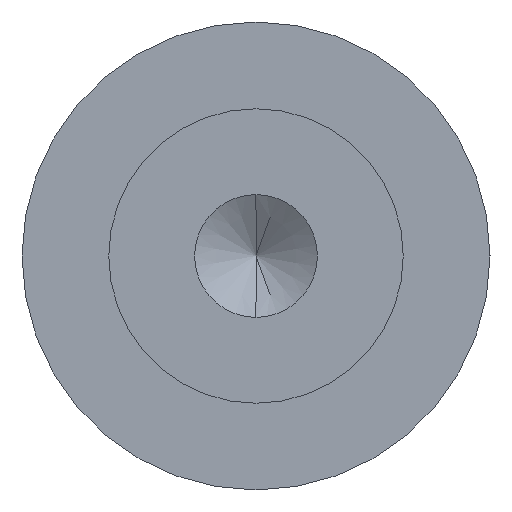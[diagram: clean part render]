
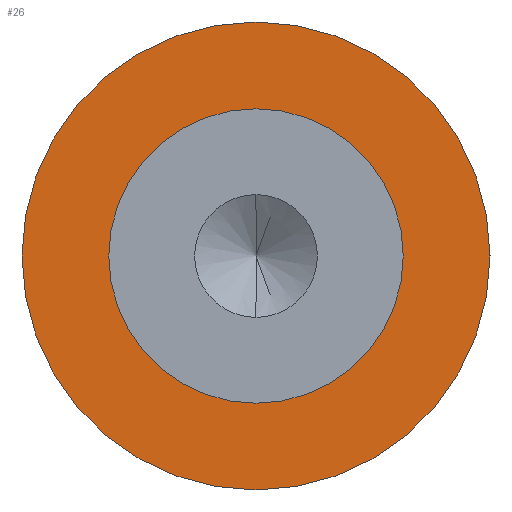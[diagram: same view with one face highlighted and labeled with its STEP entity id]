
A CAD part, left-side view. The second image highlights one B-rep face of the part: STEP entity #26.
In plain terms, the highlighted planar face has unit normal (-1, 0, 0).
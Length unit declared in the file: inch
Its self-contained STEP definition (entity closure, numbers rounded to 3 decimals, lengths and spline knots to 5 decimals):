
#13 = DIRECTION ( 'NONE',  ( 1., 0., 0. ) ) ;
#22 = CARTESIAN_POINT ( 'NONE',  ( -1.9685, 0.236, 0. ) ) ;
#26 = ADVANCED_FACE ( 'NONE', ( #620, #529 ), #379, .F. ) ;
#66 = EDGE_LOOP ( 'NONE', ( #416, #325 ) ) ;
#80 = DIRECTION ( 'NONE',  ( 1., 0., 0. ) ) ;
#105 = DIRECTION ( 'NONE',  ( 1., 0., 0. ) ) ;
#108 = DIRECTION ( 'NONE',  ( 0., 1., 0. ) ) ;
#128 = VERTEX_POINT ( 'NONE', #351 ) ;
#131 = EDGE_CURVE ( 'NONE', #363, #320, #540, .T. ) ;
#135 = AXIS2_PLACEMENT_3D ( 'NONE', #552, #105, #305 ) ;
#144 = AXIS2_PLACEMENT_3D ( 'NONE', #186, #80, #622 ) ;
#157 = CIRCLE ( 'NONE', #525, 0.236 ) ;
#186 = CARTESIAN_POINT ( 'NONE',  ( -1.9685, 0., 0. ) ) ;
#187 = AXIS2_PLACEMENT_3D ( 'NONE', #274, #13, #228 ) ;
#191 = DIRECTION ( 'NONE',  ( 1., 0., 0. ) ) ;
#227 = EDGE_LOOP ( 'NONE', ( #333, #478 ) ) ;
#228 = DIRECTION ( 'NONE',  ( 0., 1., 0. ) ) ;
#239 = CARTESIAN_POINT ( 'NONE',  ( -1.9685, 0.375, 0. ) ) ;
#253 = CARTESIAN_POINT ( 'NONE',  ( -1.9685, 0., 0. ) ) ;
#263 = EDGE_CURVE ( 'NONE', #549, #128, #532, .T. ) ;
#274 = CARTESIAN_POINT ( 'NONE',  ( -1.9685, 0., 0. ) ) ;
#305 = DIRECTION ( 'NONE',  ( 0., 1., 0. ) ) ;
#320 = VERTEX_POINT ( 'NONE', #327 ) ;
#325 = ORIENTED_EDGE ( 'NONE', *, *, #417, .T. ) ;
#327 = CARTESIAN_POINT ( 'NONE',  ( -1.9685, -0.236, 0. ) ) ;
#333 = ORIENTED_EDGE ( 'NONE', *, *, #263, .F. ) ;
#351 = CARTESIAN_POINT ( 'NONE',  ( -1.9685, -0.375, 0. ) ) ;
#363 = VERTEX_POINT ( 'NONE', #22 ) ;
#379 = PLANE ( 'NONE',  #144 ) ;
#387 = EDGE_CURVE ( 'NONE', #128, #549, #471, .T. ) ;
#416 = ORIENTED_EDGE ( 'NONE', *, *, #131, .T. ) ;
#417 = EDGE_CURVE ( 'NONE', #320, #363, #157, .T. ) ;
#471 = CIRCLE ( 'NONE', #187, 0.375 ) ;
#478 = ORIENTED_EDGE ( 'NONE', *, *, #387, .F. ) ;
#525 = AXIS2_PLACEMENT_3D ( 'NONE', #253, #191, #541 ) ;
#529 = FACE_OUTER_BOUND ( 'NONE', #227, .T. ) ;
#532 = CIRCLE ( 'NONE', #656, 0.375 ) ;
#540 = CIRCLE ( 'NONE', #135, 0.236 ) ;
#541 = DIRECTION ( 'NONE',  ( 0., 1., 0. ) ) ;
#549 = VERTEX_POINT ( 'NONE', #239 ) ;
#552 = CARTESIAN_POINT ( 'NONE',  ( -1.9685, 0., 0. ) ) ;
#557 = CARTESIAN_POINT ( 'NONE',  ( -1.9685, 0., 0. ) ) ;
#570 = DIRECTION ( 'NONE',  ( 1., 0., 0. ) ) ;
#620 = FACE_BOUND ( 'NONE', #66, .T. ) ;
#622 = DIRECTION ( 'NONE',  ( 0., 1., 0. ) ) ;
#656 = AXIS2_PLACEMENT_3D ( 'NONE', #557, #570, #108 ) ;
